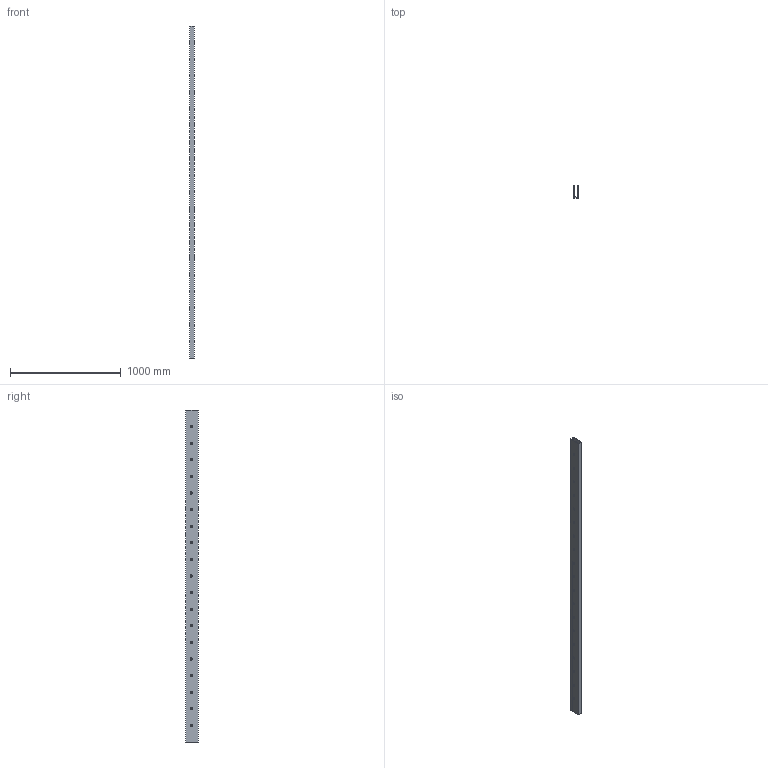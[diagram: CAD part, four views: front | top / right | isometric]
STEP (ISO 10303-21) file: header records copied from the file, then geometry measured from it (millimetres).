
FILE_DESCRIPTION (( 'STEP AP203' ), '1' );
FILE_NAME ('80300-ALU-3M.STEP', '2018-05-03T14:47:45', ( '' ), ( '' ), 'SwSTEP 2.0', 'SolidWorks 2015', '' );
FILE_SCHEMA (( 'CONFIG_CONTROL_DESIGN' ));
Length unit declared in the file: millimetre
Products named in the file (1): 80300-ALU-3M
Bounding box: 41 x 111 x 3000 mm (x, y, z)
Volume: 5421596 mm3; surface area: 1495275.2 mm2
Topology: 1 solids, 1 shells, 432 faces, 1127 edges, 726 vertices
Faces by surface type: plane 146, bspline 127, cylinder 121, cone 38
Entity records: 20408 total; most frequent: CARTESIAN_POINT 10553, ORIENTED_EDGE 2254, DIRECTION 1575, EDGE_CURVE 1127, VERTEX_POINT 726, VECTOR 631, LINE 631, EDGE_LOOP 537
